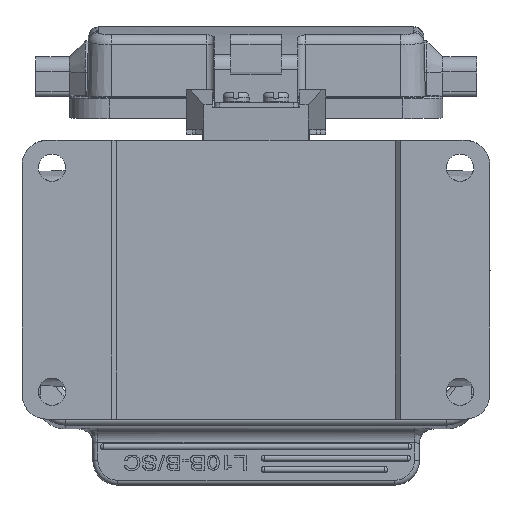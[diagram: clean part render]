
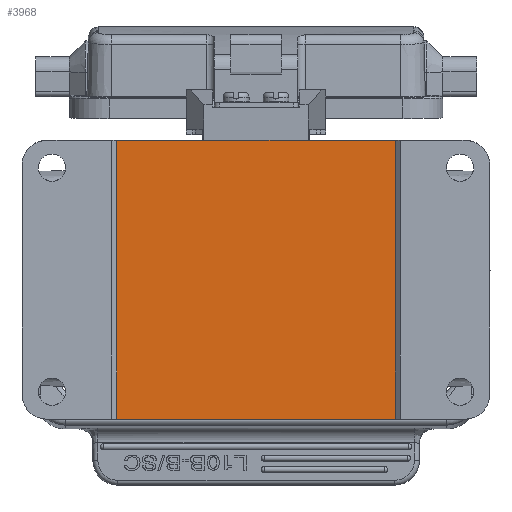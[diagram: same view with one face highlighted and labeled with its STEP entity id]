
A CAD part, front view. The second image highlights one B-rep face of the part: STEP entity #3968.
In plain terms, the highlighted planar face has unit normal (0, 1, 0.009).
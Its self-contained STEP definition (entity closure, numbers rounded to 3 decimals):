
#3968=ADVANCED_FACE('',(#6012),#5257,.T.);
#5257=PLANE('',#27073);
#6012=FACE_OUTER_BOUND('',#7405,.T.);
#7405=EDGE_LOOP('',(#10015,#10016,#10017,#10018));
#10015=ORIENTED_EDGE('',*,*,#20017,.F.);
#10016=ORIENTED_EDGE('',*,*,#20018,.F.);
#10017=ORIENTED_EDGE('',*,*,#20019,.T.);
#10018=ORIENTED_EDGE('',*,*,#20020,.F.);
#17130=VERTEX_POINT('',#37777);
#17131=VERTEX_POINT('',#37778);
#17132=VERTEX_POINT('',#37780);
#17133=VERTEX_POINT('',#37782);
#20017=EDGE_CURVE('',#17130,#17131,#23559,.T.);
#20018=EDGE_CURVE('',#17132,#17130,#23560,.T.);
#20019=EDGE_CURVE('',#17132,#17133,#23561,.T.);
#20020=EDGE_CURVE('',#17131,#17133,#23562,.T.);
#23559=LINE('',#37776,#25235);
#23560=LINE('',#37779,#25236);
#23561=LINE('',#37781,#25237);
#23562=LINE('',#37783,#25238);
#25235=VECTOR('',#30061,1.);
#25236=VECTOR('',#30062,1.);
#25237=VECTOR('',#30063,1.);
#25238=VECTOR('',#30064,1.);
#27073=AXIS2_PLACEMENT_3D('',#37784,#30065,#30066);
#30061=DIRECTION('',(0.,-0.009,1.));
#30062=DIRECTION('',(1.,0.,0.));
#30063=DIRECTION('',(0.,-0.009,1.));
#30064=DIRECTION('',(-1.,0.,0.));
#30065=DIRECTION('',(0.,1.,0.009));
#30066=DIRECTION('',(0.,-0.009,1.));
#37776=CARTESIAN_POINT('',(74.986,-22.285,5.854));
#37777=CARTESIAN_POINT('',(74.986,-21.796,-50.144));
#37778=CARTESIAN_POINT('',(74.986,-22.285,5.854));
#37779=CARTESIAN_POINT('',(74.986,-21.796,-50.144));
#37780=CARTESIAN_POINT('',(18.986,-21.779,-50.144));
#37781=CARTESIAN_POINT('',(18.986,-22.267,5.854));
#37782=CARTESIAN_POINT('',(18.986,-22.267,5.854));
#37783=CARTESIAN_POINT('',(18.986,-22.267,5.854));
#37784=CARTESIAN_POINT('',(46.986,-22.032,-22.145));
